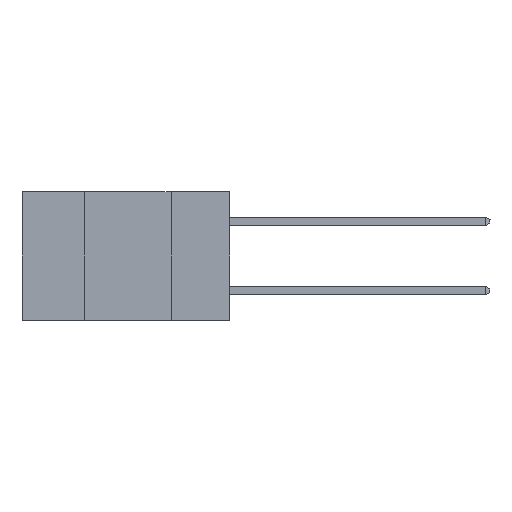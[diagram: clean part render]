
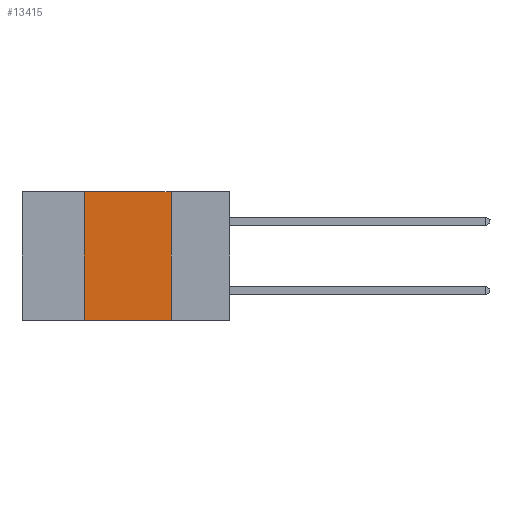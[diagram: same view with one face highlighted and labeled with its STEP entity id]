
A CAD part, left-side view. The second image highlights one B-rep face of the part: STEP entity #13415.
In plain terms, the highlighted planar face has unit normal (-1, 0, 0).
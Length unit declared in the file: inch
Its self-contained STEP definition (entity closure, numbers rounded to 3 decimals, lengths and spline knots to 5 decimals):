
#556 = EDGE_CURVE ( 'NONE', #9270, #21668, #23764, .T. ) ;
#971 = DIRECTION ( 'NONE',  ( 0., 0., 1. ) ) ;
#3922 = ORIENTED_EDGE ( 'NONE', *, *, #556, .F. ) ;
#4757 = CARTESIAN_POINT ( 'NONE',  ( 0., 0.17, -0.37 ) ) ;
#5613 = CARTESIAN_POINT ( 'NONE',  ( 0., 0.6, 0. ) ) ;
#5856 = VECTOR ( 'NONE', #971, 39.37008 ) ;
#6950 = VECTOR ( 'NONE', #7549, 39.37008 ) ;
#7067 = VERTEX_POINT ( 'NONE', #4757 ) ;
#7211 = CARTESIAN_POINT ( 'NONE',  ( 0., 0.17, 0. ) ) ;
#7549 = DIRECTION ( 'NONE',  ( 0., -1., 0. ) ) ;
#7930 = EDGE_LOOP ( 'NONE', ( #20645, #13408, #3922, #23004 ) ) ;
#8363 = CARTESIAN_POINT ( 'NONE',  ( 0., 0.42, -0.37 ) ) ;
#8412 = VERTEX_POINT ( 'NONE', #7211 ) ;
#9216 = EDGE_CURVE ( 'NONE', #8412, #7067, #12200, .T. ) ;
#9270 = VERTEX_POINT ( 'NONE', #8363 ) ;
#11189 = LINE ( 'NONE', #16388, #13522 ) ;
#11471 = CARTESIAN_POINT ( 'NONE',  ( 0., 0.42, 0. ) ) ;
#12200 = LINE ( 'NONE', #23026, #17744 ) ;
#13044 = CARTESIAN_POINT ( 'NONE',  ( 0., 0.6, -0.37 ) ) ;
#13408 = ORIENTED_EDGE ( 'NONE', *, *, #18722, .F. ) ;
#13415 = ADVANCED_FACE ( 'NONE', ( #21414 ), #18884, .F. ) ;
#13522 = VECTOR ( 'NONE', #23865, 39.37008 ) ;
#14543 = LINE ( 'NONE', #13044, #6950 ) ;
#15201 = DIRECTION ( 'NONE',  ( 1., 0., 0. ) ) ;
#16347 = EDGE_CURVE ( 'NONE', #9270, #7067, #14543, .T. ) ;
#16388 = CARTESIAN_POINT ( 'NONE',  ( 0., 0.6, 0. ) ) ;
#17079 = DIRECTION ( 'NONE',  ( 0., 0., -1. ) ) ;
#17279 = DIRECTION ( 'NONE',  ( 0., 0., -1. ) ) ;
#17744 = VECTOR ( 'NONE', #17279, 39.37008 ) ;
#18722 = EDGE_CURVE ( 'NONE', #21668, #8412, #11189, .T. ) ;
#18884 = PLANE ( 'NONE',  #19208 ) ;
#19208 = AXIS2_PLACEMENT_3D ( 'NONE', #5613, #15201, #17079 ) ;
#20645 = ORIENTED_EDGE ( 'NONE', *, *, #9216, .F. ) ;
#21414 = FACE_OUTER_BOUND ( 'NONE', #7930, .T. ) ;
#21605 = CARTESIAN_POINT ( 'NONE',  ( 0., 0.42, 0. ) ) ;
#21668 = VERTEX_POINT ( 'NONE', #11471 ) ;
#23004 = ORIENTED_EDGE ( 'NONE', *, *, #16347, .T. ) ;
#23026 = CARTESIAN_POINT ( 'NONE',  ( 0., 0.17, 0. ) ) ;
#23764 = LINE ( 'NONE', #21605, #5856 ) ;
#23865 = DIRECTION ( 'NONE',  ( 0., -1., 0. ) ) ;
